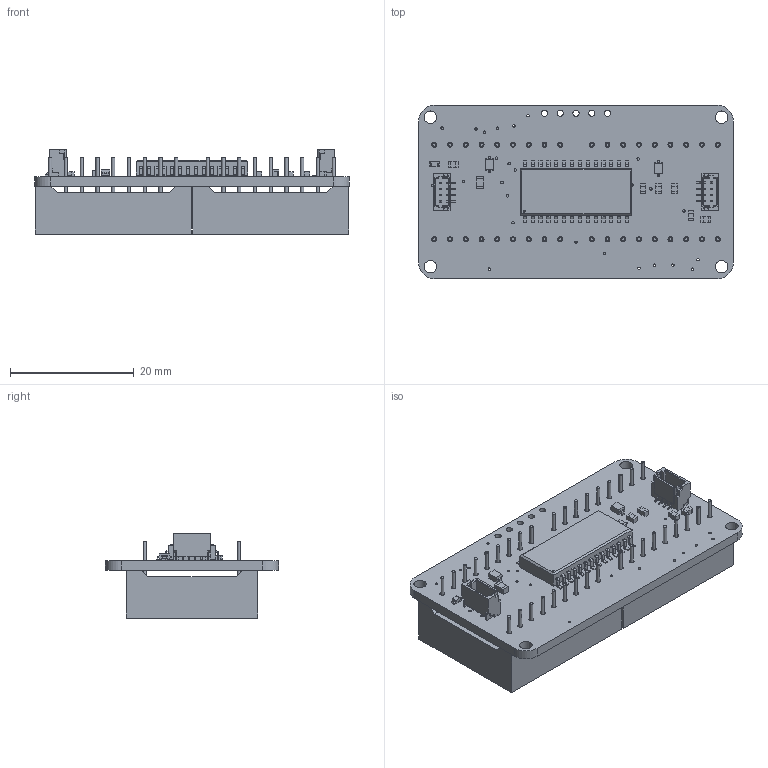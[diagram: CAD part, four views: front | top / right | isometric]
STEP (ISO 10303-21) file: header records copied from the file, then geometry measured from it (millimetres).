
FILE_DESCRIPTION(/* description */ (''),/* implementation_level */ '2;1');
FILE_NAME(/* name */ 'PCB Component.step',/* time_stamp */ '2023-01-13T09:28:39-05:00',/* author */ (''),/* organization */ (''),/* preprocessor_version */ 'ST-DEVELOPER v19.2',/* originating_system */ 'Autodesk Translation Framework v11.17.0.187',/* authorisation */ '');
FILE_SCHEMA (('AUTOMOTIVE_DESIGN { 1 0 10303 214 3 1 1 }'));
Length unit declared in the file: millimetre
Products named in the file (9): PCB Component; Board; 47K; CUS530; 10uF; HT16K33; SEGMENT_STARTBUST_DUAL_KWA-541CBB; STEMMA_I2C_QTRA; GREEN
Assembly tree (16 placements, depth 2):
  PCB Component
    Board
    47K  x6
    CUS530  x2
    10uF
    HT16K33
    SEGMENT_STARTBUST_DUAL_KWA-541CBB  x2
    STEMMA_I2C_QTRA  x2
    GREEN
Bounding box: 50.8 x 27.94 x 13.57 mm (x, y, z)
Volume: 9769.1 mm3; surface area: 8116.6 mm2
Topology: 32 solids, 32 shells, 1728 faces, 4627 edges, 3074 vertices
Faces by surface type: plane 1392, cylinder 332, bspline 4
Full cylindrical faces by diameter (mm): 0.3 x1, 0.394 x23, 0.4 x19, 0.51 x36, 0.8 x36, 1 x5, 1.2 x4, 2 x4
Entity records: 36193 total; most frequent: CARTESIAN_POINT 6193, ORIENTED_EDGE 5994, DIRECTION 5809, EDGE_CURVE 2997, LINE 2449, VECTOR 2449, VERTEX_POINT 1992, AXIS2_PLACEMENT_3D 1680
